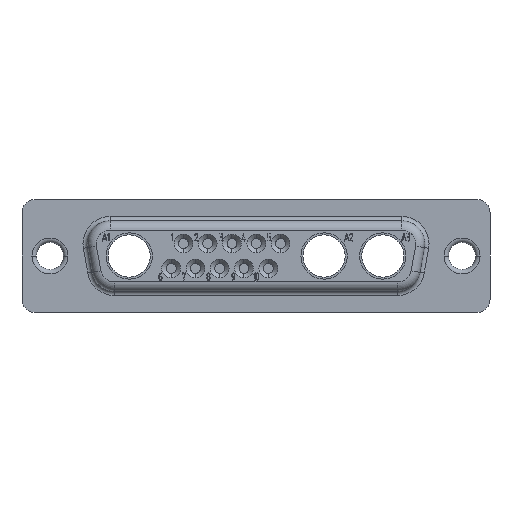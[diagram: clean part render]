
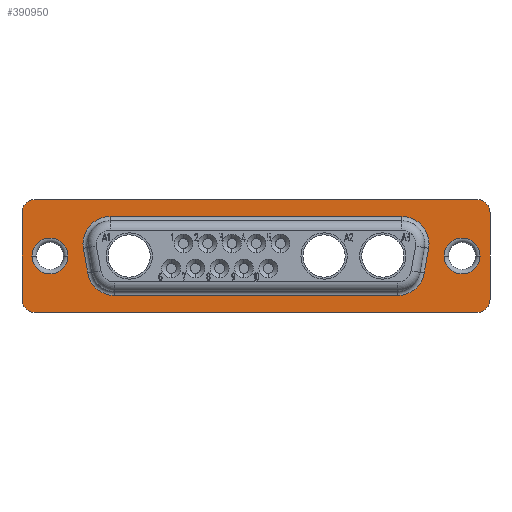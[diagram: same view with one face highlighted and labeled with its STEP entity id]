
A CAD part, front view. The second image highlights one B-rep face of the part: STEP entity #390950.
In plain terms, the highlighted face is planar.
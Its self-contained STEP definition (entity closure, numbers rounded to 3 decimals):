
#2010=CARTESIAN_POINT('',(-209.471,236.737,13.12));
#2020=VERTEX_POINT('',#2010);
#2050=CARTESIAN_POINT('',(-209.471,0.,13.12));
#2060=DIRECTION('',(0.,-1.,0.));
#2070=VECTOR('',#2060,1.);
#2080=LINE('',#2050,#2070);
#2090=CARTESIAN_POINT('',(-209.471,186.317,13.12));
#2100=VERTEX_POINT('',#2090);
#2110=EDGE_CURVE('',#2020,#2100,#2080,.T.);
#386590=CARTESIAN_POINT('',(-215.064,191.824,13.12));
#386600=VERTEX_POINT('',#386590);
#386690=CARTESIAN_POINT('',(-217.884,192.322,13.12));
#386700=VERTEX_POINT('',#386690);
#386730=CARTESIAN_POINT('',(-194.125,188.132,13.12));
#386740=DIRECTION('',(-0.985,0.174,
0.));
#386750=VECTOR('',#386740,1.);
#386760=LINE('',#386730,#386750);
#386770=EDGE_CURVE('',#386600,#386700,#386760,.T.);
#387010=CARTESIAN_POINT('',(-220.446,195.375,13.12));
#387020=VERTEX_POINT('',#387010);
#387050=CARTESIAN_POINT('',(-217.346,195.375,13.12));
#387060=DIRECTION('',(0.,0.,1.));
#387070=DIRECTION('',(-1.,0.,0.));
#387080=AXIS2_PLACEMENT_3D('',#387050,#387060,#387070);
#387090=CIRCLE('',#387080,3.1);
#387100=EDGE_CURVE('',#387020,#386700,#387090,.T.);
#387490=CARTESIAN_POINT('',(-220.446,227.68,13.12));
#387500=VERTEX_POINT('',#387490);
#387530=CARTESIAN_POINT('',(-220.446,225.768,13.12));
#387540=DIRECTION('',(0.,1.,0.));
#387550=VECTOR('',#387540,1.);
#387560=LINE('',#387530,#387550);
#387570=EDGE_CURVE('',#387020,#387500,#387560,.T.);
#387810=CARTESIAN_POINT('',(-217.884,230.733,13.12));
#387820=VERTEX_POINT('',#387810);
#387850=CARTESIAN_POINT('',(-217.346,227.68,13.12));
#387860=DIRECTION('',(0.,0.,1.));
#387870=DIRECTION('',(-1.,0.,0.));
#387880=AXIS2_PLACEMENT_3D('',#387850,#387860,#387870);
#387890=CIRCLE('',#387880,3.1);
#387900=EDGE_CURVE('',#387820,#387500,#387890,.T.);
#388290=CARTESIAN_POINT('',(-215.064,231.23,13.12));
#388300=VERTEX_POINT('',#388290);
#388330=CARTESIAN_POINT('',(-194.125,234.922,13.12));
#388340=DIRECTION('',(0.985,0.174,
0.));
#388350=VECTOR('',#388340,1.);
#388360=LINE('',#388330,#388350);
#388370=EDGE_CURVE('',#387820,#388300,#388360,.T.);
#388610=CARTESIAN_POINT('',(-211.426,228.177,13.12));
#388620=VERTEX_POINT('',#388610);
#388650=CARTESIAN_POINT('',(-214.526,228.177,13.12));
#388660=DIRECTION('',(0.,0.,-1.));
#388670=DIRECTION('',(1.,0.,0.));
#388680=AXIS2_PLACEMENT_3D('',#388650,#388660,#388670);
#388690=CIRCLE('',#388680,3.1);
#388700=EDGE_CURVE('',#388300,#388620,#388690,.T.);
#389360=CARTESIAN_POINT('',(-211.426,194.877,13.12));
#389370=VERTEX_POINT('',#389360);
#389400=CARTESIAN_POINT('',(-211.426,225.768,13.12));
#389410=DIRECTION('',(0.,-1.,0.));
#389420=VECTOR('',#389410,1.);
#389430=LINE('',#389400,#389420);
#389440=EDGE_CURVE('',#388620,#389370,#389430,.T.);
#389620=CARTESIAN_POINT('',(-214.526,194.877,13.12));
#389630=DIRECTION('',(0.,0.,-1.));
#389640=DIRECTION('',(1.,0.,0.));
#389650=AXIS2_PLACEMENT_3D('',#389620,#389630,#389640);
#389660=CIRCLE('',#389650,3.1);
#389670=EDGE_CURVE('',#389370,#386600,#389660,.T.);
#389810=CARTESIAN_POINT('',(-213.317,181.586,13.12));
#389820=DIRECTION('',(0.,0.,1.));
#389830=DIRECTION('',(1.,0.,0.));
#389840=AXIS2_PLACEMENT_3D('',#389810,#389820,#389830);
#389850=PLANE('',#389840);
#389860=ORIENTED_EDGE('',*,*,#387900,.T.);
#389870=ORIENTED_EDGE('',*,*,#388370,.F.);
#389880=ORIENTED_EDGE('',*,*,#388700,.F.);
#389890=ORIENTED_EDGE('',*,*,#389440,.F.);
#389900=ORIENTED_EDGE('',*,*,#389670,.F.);
#389910=ORIENTED_EDGE('',*,*,#386770,.F.);
#389920=ORIENTED_EDGE('',*,*,#387100,.T.);
#389930=ORIENTED_EDGE('',*,*,#387570,.F.);
#389940=EDGE_LOOP('',(#389930,#389920,#389910,#389900,#389890,#389880,
#389870,#389860));
#389950=FACE_BOUND('',#389940,.T.);
#389960=CARTESIAN_POINT('',(-215.936,235.047,13.12));
#389970=DIRECTION('',(0.,0.,-1.));
#389980=DIRECTION('',(0.,-1.,0.));
#389990=AXIS2_PLACEMENT_3D('',#389960,#389970,#389980);
#390000=CIRCLE('',#389990,2.05);
#390010=CARTESIAN_POINT('',(-217.986,235.047,13.12));
#390020=VERTEX_POINT('',#390010);
#390030=CARTESIAN_POINT('',(-215.936,237.097,13.12));
#390040=VERTEX_POINT('',#390030);
#390050=EDGE_CURVE('',#390020,#390040,#390000,.T.);
#390060=ORIENTED_EDGE('',*,*,#390050,.F.);
#390070=CARTESIAN_POINT('',(-215.936,232.997,13.12));
#390080=VERTEX_POINT('',#390070);
#390090=EDGE_CURVE('',#390040,#390080,#390000,.T.);
#390100=ORIENTED_EDGE('',*,*,#390090,.F.);
#390110=EDGE_CURVE('',#390080,#390020,#390000,.T.);
#390120=ORIENTED_EDGE('',*,*,#390110,.F.);
#390130=EDGE_LOOP('',(#390120,#390100,#390060));
#390140=FACE_BOUND('',#390130,.T.);
#390150=CARTESIAN_POINT('',(-215.936,188.007,13.12));
#390160=DIRECTION('',(0.,0.,-1.));
#390170=DIRECTION('',(0.,-1.,0.));
#390180=AXIS2_PLACEMENT_3D('',#390150,#390160,#390170);
#390190=CIRCLE('',#390180,2.05);
#390200=CARTESIAN_POINT('',(-217.986,188.007,13.12));
#390210=VERTEX_POINT('',#390200);
#390220=CARTESIAN_POINT('',(-215.936,190.057,13.12));
#390230=VERTEX_POINT('',#390220);
#390240=EDGE_CURVE('',#390210,#390230,#390190,.T.);
#390250=ORIENTED_EDGE('',*,*,#390240,.F.);
#390260=CARTESIAN_POINT('',(-215.936,185.957,13.12));
#390270=VERTEX_POINT('',#390260);
#390280=EDGE_CURVE('',#390230,#390270,#390190,.T.);
#390290=ORIENTED_EDGE('',*,*,#390280,.F.);
#390300=EDGE_CURVE('',#390270,#390210,#390190,.T.);
#390310=ORIENTED_EDGE('',*,*,#390300,.F.);
#390320=EDGE_LOOP('',(#390310,#390290,#390250));
#390330=FACE_BOUND('',#390320,.T.);
#390340=CARTESIAN_POINT('',(-210.971,236.737,13.12));
#390350=DIRECTION('',(0.,0.,-1.));
#390360=DIRECTION('',(0.,-1.,0.));
#390370=AXIS2_PLACEMENT_3D('',#390340,#390350,#390360);
#390380=CIRCLE('',#390370,1.5);
#390390=CARTESIAN_POINT('',(-210.971,238.237,13.12));
#390400=VERTEX_POINT('',#390390);
#390410=EDGE_CURVE('',#390400,#2020,#390380,.T.);
#390420=ORIENTED_EDGE('',*,*,#390410,.T.);
#390430=CARTESIAN_POINT('',(-194.125,238.237,13.12));
#390440=DIRECTION('',(1.,0.,0.));
#390450=VECTOR('',#390440,1.);
#390460=LINE('',#390430,#390450);
#390470=CARTESIAN_POINT('',(-220.901,238.237,13.12));
#390480=VERTEX_POINT('',#390470);
#390490=EDGE_CURVE('',#390480,#390400,#390460,.T.);
#390500=ORIENTED_EDGE('',*,*,#390490,.T.);
#390510=CARTESIAN_POINT('',(-220.901,236.737,13.12));
#390520=DIRECTION('',(0.,0.,1.));
#390530=DIRECTION('',(0.,1.,0.));
#390540=AXIS2_PLACEMENT_3D('',#390510,#390520,#390530);
#390550=CIRCLE('',#390540,1.5);
#390560=CARTESIAN_POINT('',(-222.401,236.737,13.12));
#390570=VERTEX_POINT('',#390560);
#390580=EDGE_CURVE('',#390480,#390570,#390550,.T.);
#390590=ORIENTED_EDGE('',*,*,#390580,.F.);
#390600=CARTESIAN_POINT('',(-222.401,247.848,13.12));
#390610=DIRECTION('',(0.,-1.,0.));
#390620=VECTOR('',#390610,1.);
#390630=LINE('',#390600,#390620);
#390640=CARTESIAN_POINT('',(-222.401,186.317,13.12));
#390650=VERTEX_POINT('',#390640);
#390660=EDGE_CURVE('',#390570,#390650,#390630,.T.);
#390670=ORIENTED_EDGE('',*,*,#390660,.F.);
#390680=CARTESIAN_POINT('',(-220.901,186.317,13.12));
#390690=DIRECTION('',(0.,0.,-1.));
#390700=DIRECTION('',(1.,0.,0.));
#390710=AXIS2_PLACEMENT_3D('',#390680,#390690,#390700);
#390720=CIRCLE('',#390710,1.5);
#390730=CARTESIAN_POINT('',(-220.901,184.817,13.12));
#390740=VERTEX_POINT('',#390730);
#390750=EDGE_CURVE('',#390740,#390650,#390720,.T.);
#390760=ORIENTED_EDGE('',*,*,#390750,.T.);
#390770=CARTESIAN_POINT('',(-194.125,184.817,13.12));
#390780=DIRECTION('',(-1.,0.,0.));
#390790=VECTOR('',#390780,1.);
#390800=LINE('',#390770,#390790);
#390810=CARTESIAN_POINT('',(-210.971,184.817,13.12));
#390820=VERTEX_POINT('',#390810);
#390830=EDGE_CURVE('',#390820,#390740,#390800,.T.);
#390840=ORIENTED_EDGE('',*,*,#390830,.T.);
#390850=CARTESIAN_POINT('',(-210.971,186.317,13.12));
#390860=DIRECTION('',(0.,0.,1.));
#390870=DIRECTION('',(-1.,0.,0.));
#390880=AXIS2_PLACEMENT_3D('',#390850,#390860,#390870);
#390890=CIRCLE('',#390880,1.5);
#390900=EDGE_CURVE('',#390820,#2100,#390890,.T.);
#390910=ORIENTED_EDGE('',*,*,#390900,.F.);
#390920=ORIENTED_EDGE('',*,*,#2110,.T.);
#390930=EDGE_LOOP('',(#390920,#390910,#390840,#390760,#390670,#390590,
#390500,#390420));
#390940=FACE_OUTER_BOUND('',#390930,.T.);
#390950=ADVANCED_FACE('',(#389950,#390140,#390330,#390940),#389850,.F.);
